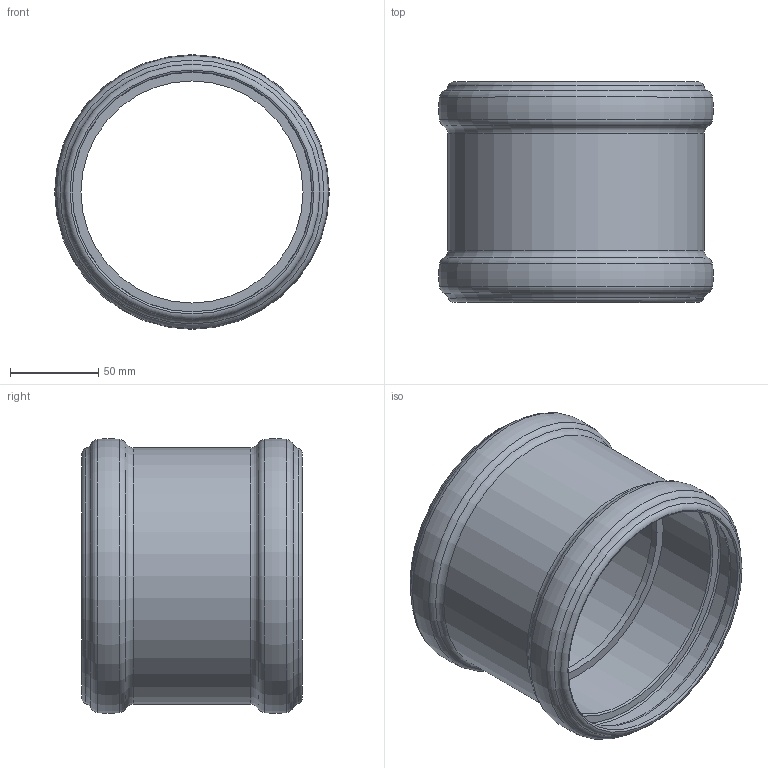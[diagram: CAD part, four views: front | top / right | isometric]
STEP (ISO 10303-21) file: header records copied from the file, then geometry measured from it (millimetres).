
FILE_DESCRIPTION(/* description */ (''),/* implementation_level */ '2;1');
FILE_NAME(/* name */ '336510 SKOLANsafeMM Doppelmuffe DN_OD 135.stp',/* time_stamp */ '2018-07-16T09:55:06+02:00',/* author */ ('user1'),/* organization */ (''),/* preprocessor_version */ 'ST-DEVELOPER v16.1',/* originating_system */ 'Autodesk Inventor 2016',/* authorisation */ '');
FILE_SCHEMA (('AUTOMOTIVE_DESIGN { 1 0 10303 214 3 1 1 }'));
Length unit declared in the file: millimetre
Products named in the file (1): 336510 SKOLANsafeMM Doppelmuffe DN_OD 135
Bounding box: 155.58 x 125 x 155.58 mm (x, y, z)
Volume: 291184.4 mm3; surface area: 129996.9 mm2
Topology: 1 solids, 1 shells, 36 faces, 70 edges, 36 vertices
Faces by surface type: torus 22, cylinder 8, cone 4, plane 2
Full cylindrical faces by diameter (mm): 125.8 x1, 135.8 x2, 136.1 x2, 145.4 x1, 147.7 x2
Entity records: 752 total; most frequent: DIRECTION 146, CARTESIAN_POINT 109, AXIS2_PLACEMENT_3D 73, EDGE_LOOP 72, ORIENTED_EDGE 72, FACE_BOUND 36, FACE_OUTER_BOUND 36, CIRCLE 36
